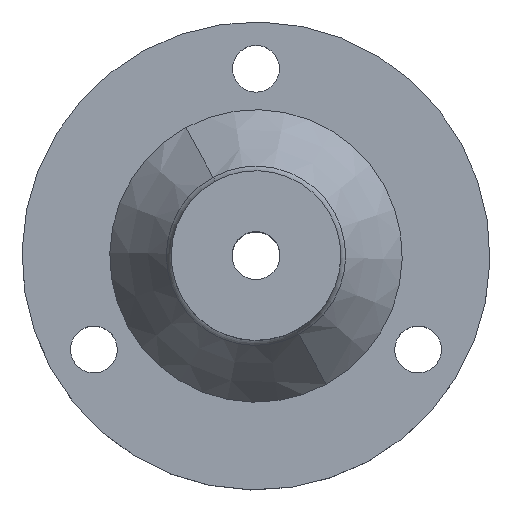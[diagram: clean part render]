
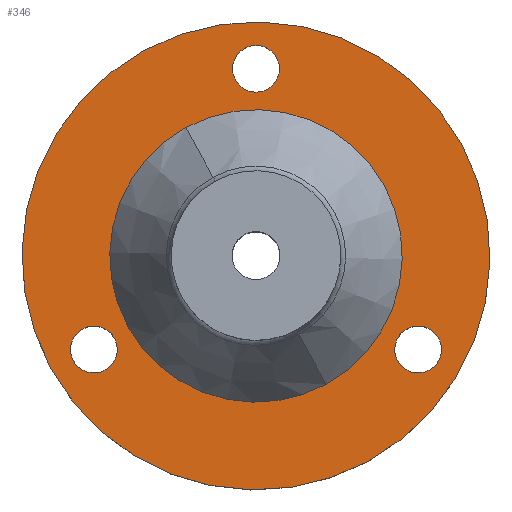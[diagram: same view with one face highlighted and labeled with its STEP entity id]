
A CAD part, top view. The second image highlights one B-rep face of the part: STEP entity #346.
In plain terms, the highlighted planar face has unit normal (0, 0, 1).
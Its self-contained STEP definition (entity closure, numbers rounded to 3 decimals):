
#171=CARTESIAN_POINT('Axis2P3D Location',(0.,0.,12.)) ;
#175=CARTESIAN_POINT('Vertex',(19.177,-35.103,12.)) ;
#177=CARTESIAN_POINT('Vertex',(-19.177,35.103,12.)) ;
#206=CARTESIAN_POINT('Axis2P3D Location',(0.,0.,12.)) ;
#265=CARTESIAN_POINT('Axis2P3D Location',(0.,-40.,12.)) ;
#274=CARTESIAN_POINT('Axis2P3D Location',(0.,0.,12.)) ;
#278=CARTESIAN_POINT('Vertex',(11.986,-21.94,12.)) ;
#280=CARTESIAN_POINT('Vertex',(-11.986,21.94,12.)) ;
#283=CARTESIAN_POINT('Axis2P3D Location',(0.,0.,12.)) ;
#292=CARTESIAN_POINT('Axis2P3D Location',(0.,32.,12.)) ;
#296=CARTESIAN_POINT('Vertex',(4.,32.,12.)) ;
#298=CARTESIAN_POINT('Vertex',(-4.,32.,12.)) ;
#301=CARTESIAN_POINT('Axis2P3D Location',(0.,32.,12.)) ;
#310=CARTESIAN_POINT('Axis2P3D Location',(27.713,-16.,12.)) ;
#314=CARTESIAN_POINT('Vertex',(31.584,-14.994,12.)) ;
#316=CARTESIAN_POINT('Vertex',(23.841,-17.006,12.)) ;
#319=CARTESIAN_POINT('Axis2P3D Location',(27.713,-16.,12.)) ;
#328=CARTESIAN_POINT('Axis2P3D Location',(-27.713,-16.,12.)) ;
#332=CARTESIAN_POINT('Vertex',(-31.584,-14.994,12.)) ;
#334=CARTESIAN_POINT('Vertex',(-23.841,-17.006,12.)) ;
#337=CARTESIAN_POINT('Axis2P3D Location',(-27.713,-16.,12.)) ;
#172=DIRECTION('Axis2P3D Direction',(0.,0.,1.)) ;
#207=DIRECTION('Axis2P3D Direction',(0.,0.,1.)) ;
#266=DIRECTION('Axis2P3D Direction',(0.,0.,1.)) ;
#267=DIRECTION('Axis2P3D XDirection',(1.,0.,0.)) ;
#275=DIRECTION('Axis2P3D Direction',(0.,0.,1.)) ;
#284=DIRECTION('Axis2P3D Direction',(0.,0.,1.)) ;
#293=DIRECTION('Axis2P3D Direction',(0.,0.,1.)) ;
#302=DIRECTION('Axis2P3D Direction',(0.,0.,1.)) ;
#311=DIRECTION('Axis2P3D Direction',(0.,0.,1.)) ;
#320=DIRECTION('Axis2P3D Direction',(0.,0.,1.)) ;
#329=DIRECTION('Axis2P3D Direction',(0.,0.,1.)) ;
#338=DIRECTION('Axis2P3D Direction',(0.,0.,1.)) ;
#173=AXIS2_PLACEMENT_3D('Circle Axis2P3D',#171,#172,$) ;
#208=AXIS2_PLACEMENT_3D('Circle Axis2P3D',#206,#207,$) ;
#268=AXIS2_PLACEMENT_3D('Plane Axis2P3D',#265,#266,#267) ;
#276=AXIS2_PLACEMENT_3D('Circle Axis2P3D',#274,#275,$) ;
#285=AXIS2_PLACEMENT_3D('Circle Axis2P3D',#283,#284,$) ;
#294=AXIS2_PLACEMENT_3D('Circle Axis2P3D',#292,#293,$) ;
#303=AXIS2_PLACEMENT_3D('Circle Axis2P3D',#301,#302,$) ;
#312=AXIS2_PLACEMENT_3D('Circle Axis2P3D',#310,#311,$) ;
#321=AXIS2_PLACEMENT_3D('Circle Axis2P3D',#319,#320,$) ;
#330=AXIS2_PLACEMENT_3D('Circle Axis2P3D',#328,#329,$) ;
#339=AXIS2_PLACEMENT_3D('Circle Axis2P3D',#337,#338,$) ;
#271=ORIENTED_EDGE('',*,*,#210,.T.) ;
#272=ORIENTED_EDGE('',*,*,#179,.T.) ;
#289=ORIENTED_EDGE('',*,*,#282,.F.) ;
#290=ORIENTED_EDGE('',*,*,#287,.F.) ;
#307=ORIENTED_EDGE('',*,*,#300,.F.) ;
#308=ORIENTED_EDGE('',*,*,#305,.F.) ;
#325=ORIENTED_EDGE('',*,*,#318,.F.) ;
#326=ORIENTED_EDGE('',*,*,#323,.F.) ;
#343=ORIENTED_EDGE('',*,*,#336,.F.) ;
#344=ORIENTED_EDGE('',*,*,#341,.F.) ;
#291=FACE_BOUND('',#288,.T.) ;
#309=FACE_BOUND('',#306,.T.) ;
#327=FACE_BOUND('',#324,.T.) ;
#345=FACE_BOUND('',#342,.T.) ;
#346=ADVANCED_FACE('Corps principal',(#273,#291,#309,#327,#345),#269,.T.) ;
#174=CIRCLE('generated circle',#173,40.) ;
#209=CIRCLE('generated circle',#208,40.) ;
#277=CIRCLE('generated circle',#276,25.) ;
#286=CIRCLE('generated circle',#285,25.) ;
#295=CIRCLE('generated circle',#294,4.) ;
#304=CIRCLE('generated circle',#303,4.) ;
#313=CIRCLE('generated circle',#312,4.) ;
#322=CIRCLE('generated circle',#321,4.) ;
#331=CIRCLE('generated circle',#330,4.) ;
#340=CIRCLE('generated circle',#339,4.) ;
#179=EDGE_CURVE('',#176,#178,#174,.T.) ;
#210=EDGE_CURVE('',#178,#176,#209,.T.) ;
#282=EDGE_CURVE('',#279,#281,#277,.T.) ;
#287=EDGE_CURVE('',#281,#279,#286,.T.) ;
#300=EDGE_CURVE('',#297,#299,#295,.T.) ;
#305=EDGE_CURVE('',#299,#297,#304,.T.) ;
#318=EDGE_CURVE('',#315,#317,#313,.T.) ;
#323=EDGE_CURVE('',#317,#315,#322,.T.) ;
#336=EDGE_CURVE('',#333,#335,#331,.T.) ;
#341=EDGE_CURVE('',#335,#333,#340,.T.) ;
#270=EDGE_LOOP('',(#271,#272)) ;
#288=EDGE_LOOP('',(#289,#290)) ;
#306=EDGE_LOOP('',(#307,#308)) ;
#324=EDGE_LOOP('',(#325,#326)) ;
#342=EDGE_LOOP('',(#343,#344)) ;
#273=FACE_OUTER_BOUND('',#270,.T.) ;
#269=PLANE('Plane',#268) ;
#176=VERTEX_POINT('',#175) ;
#178=VERTEX_POINT('',#177) ;
#279=VERTEX_POINT('',#278) ;
#281=VERTEX_POINT('',#280) ;
#297=VERTEX_POINT('',#296) ;
#299=VERTEX_POINT('',#298) ;
#315=VERTEX_POINT('',#314) ;
#317=VERTEX_POINT('',#316) ;
#333=VERTEX_POINT('',#332) ;
#335=VERTEX_POINT('',#334) ;
